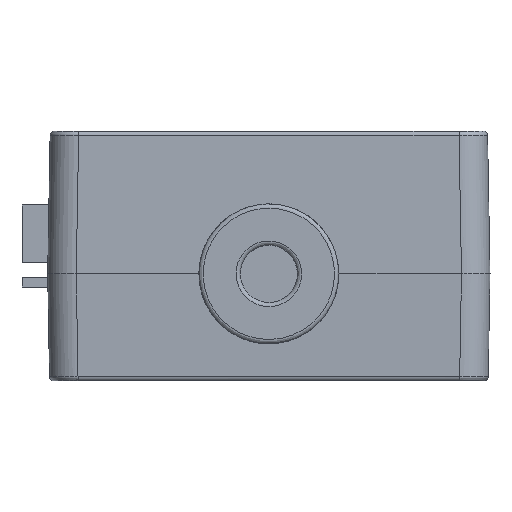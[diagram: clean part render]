
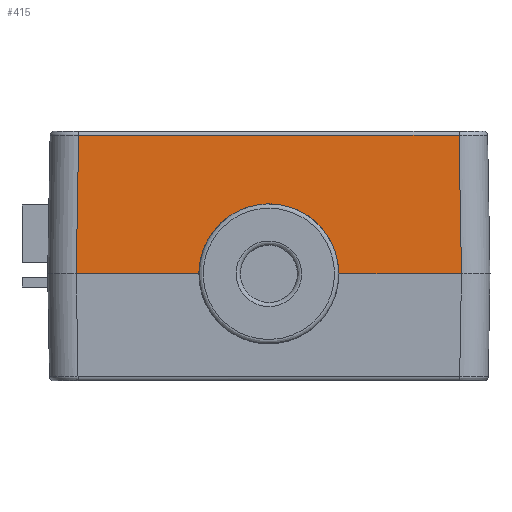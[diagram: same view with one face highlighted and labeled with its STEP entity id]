
A CAD part, front view. The second image highlights one B-rep face of the part: STEP entity #415.
In plain terms, the highlighted free-form (B-spline) face has degree [1, 1] with [2, 2] control points.
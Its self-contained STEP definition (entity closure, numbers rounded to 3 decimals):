
#230 = VERTEX_POINT('',#231);
#231 = CARTESIAN_POINT('',(-19.025,-35.23,
    10.569));
#246 = VERTEX_POINT('',#247);
#247 = CARTESIAN_POINT('',(19.025,-35.23,
    10.569));
#252 = EDGE_CURVE('',#246,#253,#255,.T.);
#253 = VERTEX_POINT('',#254);
#254 = CARTESIAN_POINT('',(4.228,-35.23,
    10.569));
#255 = B_SPLINE_CURVE_WITH_KNOTS('',1,(#256,#257),.UNSPECIFIED.,.F.,.F.,
  (2,2),(-29.,-18.5),.PIECEWISE_BEZIER_KNOTS.);
#256 = CARTESIAN_POINT('',(19.025,-35.23,
    10.569));
#257 = CARTESIAN_POINT('',(4.228,-35.23,
    10.569));
#260 = VERTEX_POINT('',#261);
#261 = CARTESIAN_POINT('',(-4.228,-35.23,
    10.569));
#269 = EDGE_CURVE('',#260,#230,#270,.T.);
#270 = B_SPLINE_CURVE_WITH_KNOTS('',1,(#271,#272),.UNSPECIFIED.,.F.,.F.,
  (2,2),(-12.5,-2.),.PIECEWISE_BEZIER_KNOTS.);
#271 = CARTESIAN_POINT('',(-4.228,-35.23,
    10.569));
#272 = CARTESIAN_POINT('',(-19.025,-35.23,
    10.569));
#415 = ADVANCED_FACE('',(#416),#447,.T.);
#416 = FACE_BOUND('',#417,.T.);
#417 = EDGE_LOOP('',(#418,#425,#432,#437,#438,#446));
#418 = ORIENTED_EDGE('',*,*,#419,.T.);
#419 = EDGE_CURVE('',#246,#420,#422,.T.);
#420 = VERTEX_POINT('',#421);
#421 = CARTESIAN_POINT('',(18.786,-34.991,
    24.246));
#422 = B_SPLINE_CURVE_WITH_KNOTS('',1,(#423,#424),.UNSPECIFIED.,.F.,.F.,
  (2,2),(-0.236,9.473),.PIECEWISE_BEZIER_KNOTS.);
#423 = CARTESIAN_POINT('',(19.025,-35.23,
    10.569));
#424 = CARTESIAN_POINT('',(18.786,-34.991,
    24.246));
#425 = ORIENTED_EDGE('',*,*,#426,.T.);
#426 = EDGE_CURVE('',#420,#427,#429,.T.);
#427 = VERTEX_POINT('',#428);
#428 = CARTESIAN_POINT('',(-18.786,-34.991,
    24.246));
#429 = B_SPLINE_CURVE_WITH_KNOTS('',1,(#430,#431),.UNSPECIFIED.,.F.,.F.,
  (2,2),(-26.657,0.005),.PIECEWISE_BEZIER_KNOTS.);
#430 = CARTESIAN_POINT('',(18.786,-34.991,
    24.246));
#431 = CARTESIAN_POINT('',(-18.786,-34.991,
    24.246));
#432 = ORIENTED_EDGE('',*,*,#433,.T.);
#433 = EDGE_CURVE('',#427,#230,#434,.T.);
#434 = B_SPLINE_CURVE_WITH_KNOTS('',1,(#435,#436),.UNSPECIFIED.,.F.,.F.,
  (2,2),(-9.473,0.236),.PIECEWISE_BEZIER_KNOTS.);
#435 = CARTESIAN_POINT('',(-18.786,-34.991,
    24.246));
#436 = CARTESIAN_POINT('',(-19.025,-35.23,
    10.569));
#437 = ORIENTED_EDGE('',*,*,#269,.F.);
#438 = ORIENTED_EDGE('',*,*,#439,.T.);
#439 = EDGE_CURVE('',#260,#253,#440,.T.);
#440 = ( BOUNDED_CURVE() B_SPLINE_CURVE(2,(#441,#442,#443,#444,#445),
.UNSPECIFIED.,.F.,.F.) B_SPLINE_CURVE_WITH_KNOTS((3,2,3),(4.712
,6.283,7.854),.PIECEWISE_BEZIER_KNOTS.) CURVE() 
GEOMETRIC_REPRESENTATION_ITEM() RATIONAL_B_SPLINE_CURVE((1.,
0.707,1.,0.707,1.)) REPRESENTATION_ITEM('') );
#441 = CARTESIAN_POINT('',(-4.228,-35.23,
    10.569));
#442 = CARTESIAN_POINT('',(-4.228,-35.156,
    14.797));
#443 = CARTESIAN_POINT('',(0.,-35.156,
    14.797));
#444 = CARTESIAN_POINT('',(4.228,-35.156,
    14.797));
#445 = CARTESIAN_POINT('',(4.228,-35.23,
    10.569));
#446 = ORIENTED_EDGE('',*,*,#252,.F.);
#447 = B_SPLINE_SURFACE_WITH_KNOTS('',1,1,(
    (#448,#449)
    ,(#450,#451
    )),.UNSPECIFIED.,.F.,.F.,.F.,(2,2),(2,2),(-9.707,
    0.),(-13.5,13.5),
  .PIECEWISE_BEZIER_KNOTS.);
#448 = CARTESIAN_POINT('',(-19.025,-34.991,
    24.246));
#449 = CARTESIAN_POINT('',(19.025,-34.991,
    24.246));
#450 = CARTESIAN_POINT('',(-19.025,-35.23,
    10.569));
#451 = CARTESIAN_POINT('',(19.025,-35.23,
    10.569));
